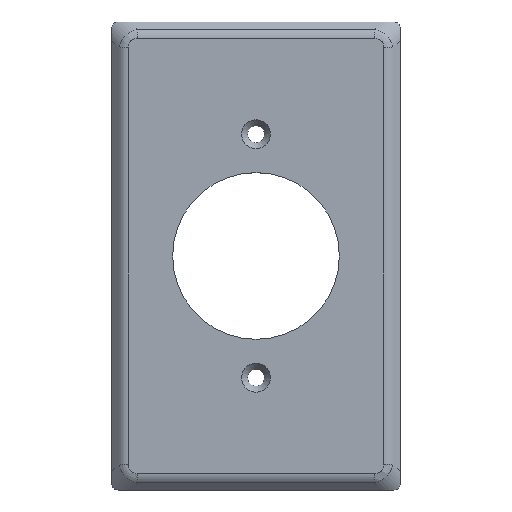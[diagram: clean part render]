
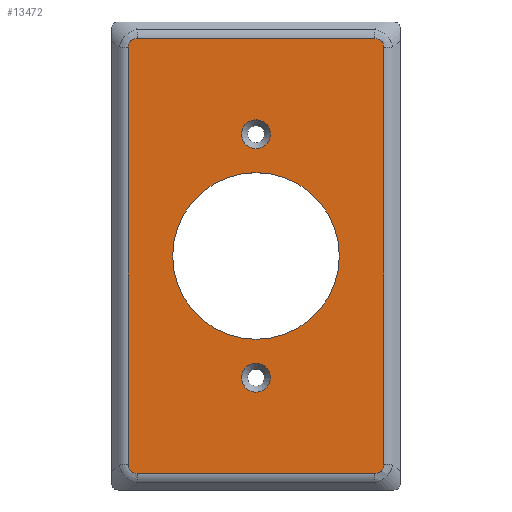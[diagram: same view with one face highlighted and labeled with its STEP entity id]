
A CAD part, top view. The second image highlights one B-rep face of the part: STEP entity #13472.
In plain terms, the highlighted planar face has unit normal (0, 0, 1).
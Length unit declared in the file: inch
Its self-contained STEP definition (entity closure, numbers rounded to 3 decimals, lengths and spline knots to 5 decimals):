
#19=ELLIPSE('',#14144,0.21651,0.125);
#22=ELLIPSE('',#14151,0.21651,0.125);
#24=ELLIPSE('',#14156,0.21651,0.125);
#26=ELLIPSE('',#14161,0.21651,0.125);
#668=FACE_BOUND('',#2597,.T.);
#669=FACE_BOUND('',#2598,.T.);
#670=FACE_BOUND('',#2599,.T.);
#1107=PLANE('',#14171);
#1807=FACE_OUTER_BOUND('',#2596,.T.);
#2596=EDGE_LOOP('',(#12505,#12506,#12507,#12508,#12509,#12510,#12511,#12512));
#2597=EDGE_LOOP('',(#12513,#12514));
#2598=EDGE_LOOP('',(#12515,#12516));
#2599=EDGE_LOOP('',(#12517,#12518));
#3981=LINE('',#23687,#5382);
#3983=LINE('',#23718,#5384);
#3985=LINE('',#23749,#5386);
#3987=LINE('',#23777,#5388);
#5382=VECTOR('',#16818,0.3937);
#5384=VECTOR('',#16830,0.3937);
#5386=VECTOR('',#16842,0.3937);
#5388=VECTOR('',#16852,0.3937);
#5441=CIRCLE('',#13532,0.8125);
#5442=CIRCLE('',#13533,0.8125);
#5444=CIRCLE('',#13536,0.1405);
#5445=CIRCLE('',#13537,0.1405);
#5449=CIRCLE('',#13543,0.1405);
#5450=CIRCLE('',#13544,0.1405);
#5588=VERTEX_POINT('',#17057);
#5589=VERTEX_POINT('',#17058);
#5591=VERTEX_POINT('',#17065);
#5592=VERTEX_POINT('',#17066);
#5596=VERTEX_POINT('',#17079);
#5597=VERTEX_POINT('',#17080);
#6810=VERTEX_POINT('',#23675);
#6811=VERTEX_POINT('',#23677);
#6813=VERTEX_POINT('',#23683);
#6815=VERTEX_POINT('',#23708);
#6817=VERTEX_POINT('',#23714);
#6819=VERTEX_POINT('',#23739);
#6821=VERTEX_POINT('',#23745);
#6823=VERTEX_POINT('',#23770);
#6881=EDGE_CURVE('',#5588,#5589,#5441,.T.);
#6882=EDGE_CURVE('',#5589,#5588,#5442,.T.);
#6885=EDGE_CURVE('',#5591,#5592,#5444,.T.);
#6886=EDGE_CURVE('',#5592,#5591,#5445,.T.);
#6892=EDGE_CURVE('',#5596,#5597,#5449,.T.);
#6893=EDGE_CURVE('',#5597,#5596,#5450,.T.);
#8706=EDGE_CURVE('',#6810,#6811,#19,.T.);
#8711=EDGE_CURVE('',#6811,#6813,#3981,.T.);
#8714=EDGE_CURVE('',#6813,#6815,#22,.T.);
#8717=EDGE_CURVE('',#6815,#6817,#3983,.T.);
#8720=EDGE_CURVE('',#6817,#6819,#24,.T.);
#8723=EDGE_CURVE('',#6819,#6821,#3985,.T.);
#8726=EDGE_CURVE('',#6821,#6823,#26,.T.);
#8728=EDGE_CURVE('',#6823,#6810,#3987,.T.);
#12505=ORIENTED_EDGE('',*,*,#8706,.F.);
#12506=ORIENTED_EDGE('',*,*,#8728,.F.);
#12507=ORIENTED_EDGE('',*,*,#8726,.F.);
#12508=ORIENTED_EDGE('',*,*,#8723,.F.);
#12509=ORIENTED_EDGE('',*,*,#8720,.F.);
#12510=ORIENTED_EDGE('',*,*,#8717,.F.);
#12511=ORIENTED_EDGE('',*,*,#8714,.F.);
#12512=ORIENTED_EDGE('',*,*,#8711,.F.);
#12513=ORIENTED_EDGE('',*,*,#6881,.T.);
#12514=ORIENTED_EDGE('',*,*,#6882,.T.);
#12515=ORIENTED_EDGE('',*,*,#6885,.T.);
#12516=ORIENTED_EDGE('',*,*,#6886,.T.);
#12517=ORIENTED_EDGE('',*,*,#6892,.T.);
#12518=ORIENTED_EDGE('',*,*,#6893,.T.);
#13472=ADVANCED_FACE('',(#1807,#668,#669,#670),#1107,.T.);
#13532=AXIS2_PLACEMENT_3D('',#17059,#14242,#14243);
#13533=AXIS2_PLACEMENT_3D('',#17060,#14244,#14245);
#13536=AXIS2_PLACEMENT_3D('',#17067,#14251,#14252);
#13537=AXIS2_PLACEMENT_3D('',#17068,#14253,#14254);
#13543=AXIS2_PLACEMENT_3D('',#17081,#14267,#14268);
#13544=AXIS2_PLACEMENT_3D('',#17082,#14269,#14270);
#14144=AXIS2_PLACEMENT_3D('',#23678,#16807,#16808);
#14151=AXIS2_PLACEMENT_3D('',#23712,#16823,#16824);
#14156=AXIS2_PLACEMENT_3D('',#23743,#16835,#16836);
#14161=AXIS2_PLACEMENT_3D('',#23774,#16847,#16848);
#14171=AXIS2_PLACEMENT_3D('',#23830,#16876,#16877);
#14242=DIRECTION('center_axis',(0.,0.,-1.));
#14243=DIRECTION('ref_axis',(1.,0.,0.));
#14244=DIRECTION('center_axis',(0.,0.,-1.));
#14245=DIRECTION('ref_axis',(1.,0.,0.));
#14251=DIRECTION('center_axis',(0.,0.,-1.));
#14252=DIRECTION('ref_axis',(1.,0.,0.));
#14253=DIRECTION('center_axis',(0.,0.,-1.));
#14254=DIRECTION('ref_axis',(1.,0.,0.));
#14267=DIRECTION('center_axis',(0.,0.,-1.));
#14268=DIRECTION('ref_axis',(1.,0.,0.));
#14269=DIRECTION('center_axis',(0.,0.,-1.));
#14270=DIRECTION('ref_axis',(1.,0.,0.));
#16807=DIRECTION('center_axis',(0.,0.,-1.));
#16808=DIRECTION('ref_axis',(-0.707,0.707,0.));
#16818=DIRECTION('',(1.,0.,0.));
#16823=DIRECTION('center_axis',(0.,0.,-1.));
#16824=DIRECTION('ref_axis',(0.707,0.707,0.));
#16830=DIRECTION('',(0.,-1.,0.));
#16835=DIRECTION('center_axis',(0.,0.,-1.));
#16836=DIRECTION('ref_axis',(0.707,-0.707,0.));
#16842=DIRECTION('',(-1.,0.,0.));
#16847=DIRECTION('center_axis',(0.,0.,-1.));
#16848=DIRECTION('ref_axis',(-0.707,-0.707,0.));
#16852=DIRECTION('',(0.,1.,0.));
#16876=DIRECTION('center_axis',(0.,0.,1.));
#16877=DIRECTION('ref_axis',(1.,0.,0.));
#17057=CARTESIAN_POINT('',(0.8125,0.,0.2));
#17058=CARTESIAN_POINT('',(-0.8125,0.,0.2));
#17059=CARTESIAN_POINT('Origin',(0.,0.,0.2));
#17060=CARTESIAN_POINT('Origin',(0.,0.,0.2));
#17065=CARTESIAN_POINT('',(0.1405,1.187,0.2));
#17066=CARTESIAN_POINT('',(-0.1405,1.187,0.2));
#17067=CARTESIAN_POINT('Origin',(0.,1.187,0.2));
#17068=CARTESIAN_POINT('Origin',(0.,1.187,0.2));
#17079=CARTESIAN_POINT('',(0.1405,-1.187,0.2));
#17080=CARTESIAN_POINT('',(-0.1405,-1.187,0.2));
#17081=CARTESIAN_POINT('Origin',(0.,-1.187,0.2));
#17082=CARTESIAN_POINT('Origin',(0.,-1.187,0.2));
#23675=CARTESIAN_POINT('',(-1.24447,2.03083,0.2));
#23677=CARTESIAN_POINT('',(-1.15608,2.11922,0.2));
#23678=CARTESIAN_POINT('Origin',(-1.0677,1.94245,0.2));
#23683=CARTESIAN_POINT('',(1.15608,2.11922,0.2));
#23687=CARTESIAN_POINT('',(0.35156,2.11922,0.2));
#23708=CARTESIAN_POINT('',(1.24447,2.03083,0.2));
#23712=CARTESIAN_POINT('Origin',(1.0677,1.94245,0.2));
#23714=CARTESIAN_POINT('',(1.24447,-2.03083,0.2));
#23718=CARTESIAN_POINT('',(1.24447,-0.57025,0.2));
#23739=CARTESIAN_POINT('',(1.15608,-2.11922,0.2));
#23743=CARTESIAN_POINT('Origin',(1.0677,-1.94245,0.2));
#23745=CARTESIAN_POINT('',(-1.15608,-2.11922,0.2));
#23749=CARTESIAN_POINT('',(-0.35156,-2.11922,0.2));
#23770=CARTESIAN_POINT('',(-1.24447,-2.03083,0.2));
#23774=CARTESIAN_POINT('Origin',(-1.0677,-1.94245,0.2));
#23777=CARTESIAN_POINT('',(-1.24447,0.57025,0.2));
#23830=CARTESIAN_POINT('Origin',(0.,0.,0.2));
